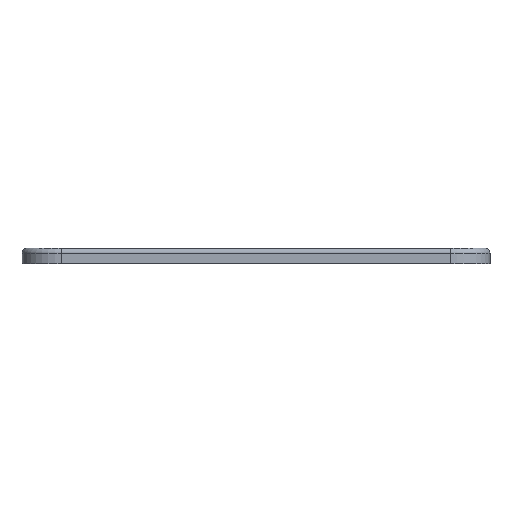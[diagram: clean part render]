
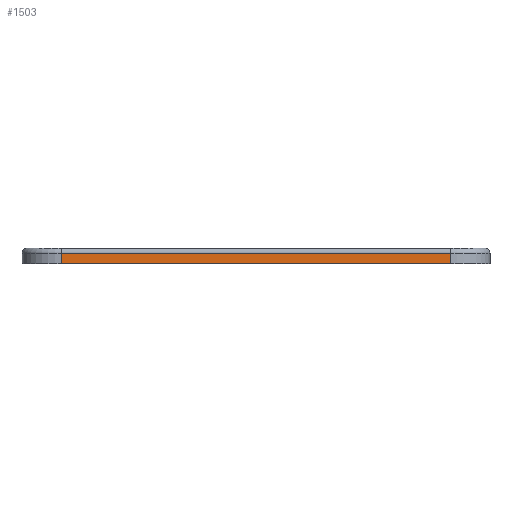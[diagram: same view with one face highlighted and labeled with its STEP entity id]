
A CAD part, left-side view. The second image highlights one B-rep face of the part: STEP entity #1503.
In plain terms, the highlighted planar face has unit normal (-1, 0, 0).
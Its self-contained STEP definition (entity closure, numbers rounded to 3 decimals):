
#52=PLANE('',#1716);
#160=FACE_OUTER_BOUND('',#257,.T.);
#257=EDGE_LOOP('',(#1317,#1318,#1319,#1320));
#281=LINE('',#2297,#386);
#371=LINE('',#2655,#476);
#372=LINE('',#2658,#477);
#373=LINE('',#2659,#478);
#386=VECTOR('',#1800,10.);
#476=VECTOR('',#2214,10.);
#477=VECTOR('',#2217,10.);
#478=VECTOR('',#2218,10.);
#612=VERTEX_POINT('',#2287);
#614=VERTEX_POINT('',#2293);
#721=VERTEX_POINT('',#2653);
#722=VERTEX_POINT('',#2657);
#756=EDGE_CURVE('',#612,#614,#281,.T.);
#935=EDGE_CURVE('',#721,#612,#371,.T.);
#936=EDGE_CURVE('',#722,#721,#372,.T.);
#937=EDGE_CURVE('',#614,#722,#373,.T.);
#1317=ORIENTED_EDGE('',*,*,#756,.F.);
#1318=ORIENTED_EDGE('',*,*,#935,.F.);
#1319=ORIENTED_EDGE('',*,*,#936,.F.);
#1320=ORIENTED_EDGE('',*,*,#937,.F.);
#1503=ADVANCED_FACE('',(#160),#52,.T.);
#1716=AXIS2_PLACEMENT_3D('',#2656,#2215,#2216);
#1800=DIRECTION('',(0.,-1.,0.));
#2214=DIRECTION('',(0.,0.,1.));
#2215=DIRECTION('center_axis',(-1.,0.,0.));
#2216=DIRECTION('ref_axis',(0.,-1.,0.));
#2217=DIRECTION('',(0.,1.,0.));
#2218=DIRECTION('',(0.,0.,-1.));
#2287=CARTESIAN_POINT('',(-59.5,37.,16.));
#2293=CARTESIAN_POINT('',(-59.5,-37.,16.));
#2297=CARTESIAN_POINT('',(-59.5,22.25,16.));
#2653=CARTESIAN_POINT('',(-59.5,37.,14.));
#2655=CARTESIAN_POINT('',(-59.5,37.,14.));
#2656=CARTESIAN_POINT('Origin',(-59.5,44.5,14.));
#2657=CARTESIAN_POINT('',(-59.5,-37.,14.));
#2658=CARTESIAN_POINT('',(-59.5,-44.5,14.));
#2659=CARTESIAN_POINT('',(-59.5,-37.,14.));
